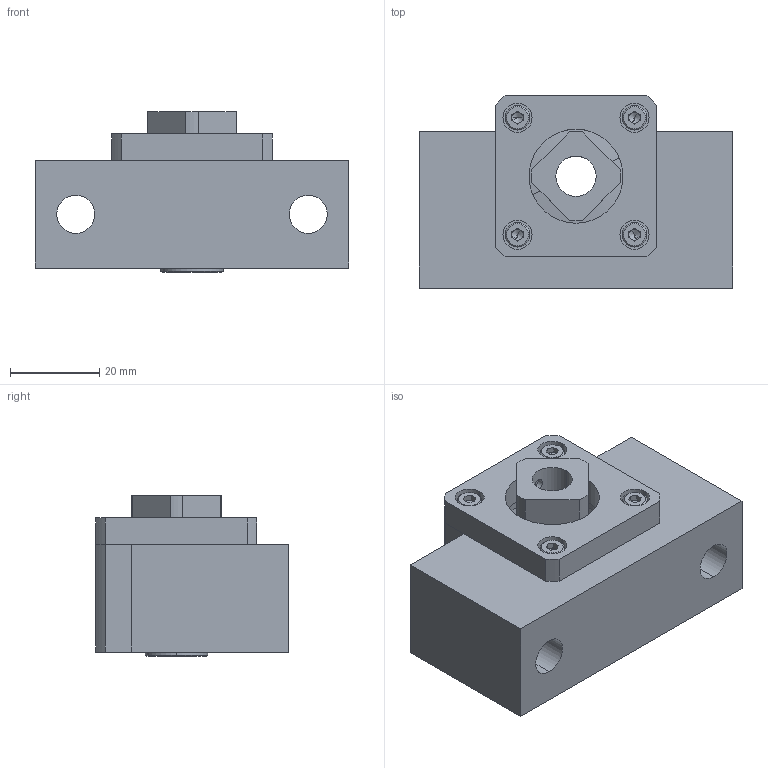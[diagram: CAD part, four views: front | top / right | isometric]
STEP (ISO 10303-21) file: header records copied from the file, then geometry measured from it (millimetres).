
FILE_DESCRIPTION (( 'STEP AP203' ), '1' );
FILE_NAME ('AK10.STEP', '2014-11-14T06:41:36', ( 'RD210' ), ( '' ), 'SwSTEP 2.0', 'SolidWorks 2013', '' );
FILE_SCHEMA (( 'CONFIG_CONTROL_DESIGN' ));
Length unit declared in the file: millimetre
Products named in the file (10): 7000A; AK10; AK10 COVER; STSSCW-M3x0.5P-3L-endtype_F_SM20C^AK10; AK10 COLLAR 01; AK10 OILSEAL; AK10 BLOCK; HSBOLT-M3x5L_SM20C^AK10; AK10 COLLAR 02; M10 LOCK NUT
Assembly tree (13 placements, depth 2):
  AK10
    AK10 BLOCK
    7000A  x2
    AK10 COLLAR 01
    AK10 COLLAR 02
    AK10 COVER
    AK10 OILSEAL
    M10 LOCK NUT
    STSSCW-M3x0.5P-3L-endtype_F_SM20C^AK10
    HSBOLT-M3x5L_SM20C^AK10  x4
Bounding box: 70 x 43 x 36 mm (x, y, z)
Volume: 62464.2 mm3; surface area: 26168.5 mm2
Topology: 13 solids, 13 shells, 329 faces, 725 edges, 431 vertices
Faces by surface type: plane 116, cylinder 105, cone 80, bspline 20, torus 8
Entity records: 7735 total; most frequent: CARTESIAN_POINT 1519, DIRECTION 1159, ORIENTED_EDGE 962, EDGE_CURVE 481, AXIS2_PLACEMENT_3D 462, VERTEX_POINT 298, EDGE_LOOP 267, CIRCLE 236
